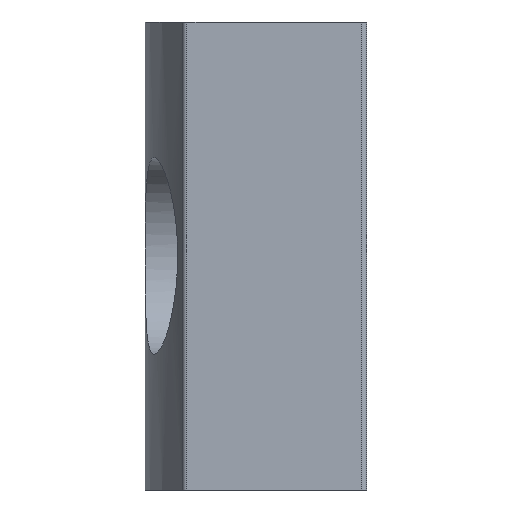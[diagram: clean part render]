
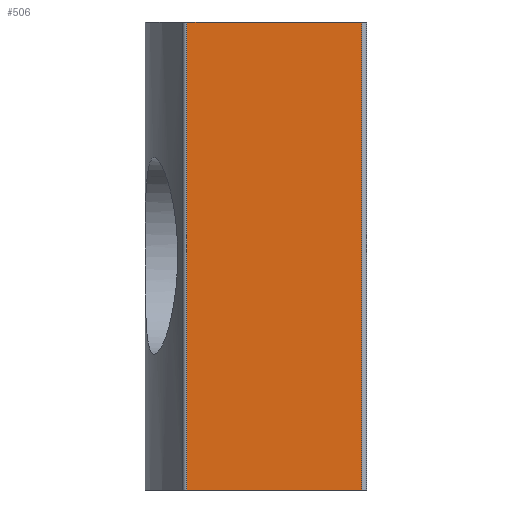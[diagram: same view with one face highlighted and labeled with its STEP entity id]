
A CAD part, left-side view. The second image highlights one B-rep face of the part: STEP entity #506.
In plain terms, the highlighted planar face has unit normal (-1, 0, 0).
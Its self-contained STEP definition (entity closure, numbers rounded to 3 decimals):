
#28=PLANE('',#551);
#43=LINE('',#798,#84);
#44=LINE('',#801,#85);
#45=LINE('',#803,#86);
#46=LINE('',#805,#87);
#84=VECTOR('',#621,1000.);
#85=VECTOR('',#622,1000.);
#86=VECTOR('',#623,1000.);
#87=VECTOR('',#624,1000.);
#128=ORIENTED_EDGE('',*,*,#274,.T.);
#129=ORIENTED_EDGE('',*,*,#275,.F.);
#130=ORIENTED_EDGE('',*,*,#276,.F.);
#131=ORIENTED_EDGE('',*,*,#277,.T.);
#274=EDGE_CURVE('',#347,#348,#43,.T.);
#275=EDGE_CURVE('',#349,#348,#44,.T.);
#276=EDGE_CURVE('',#350,#349,#45,.T.);
#277=EDGE_CURVE('',#350,#347,#46,.T.);
#347=VERTEX_POINT('',#799);
#348=VERTEX_POINT('',#800);
#349=VERTEX_POINT('',#802);
#350=VERTEX_POINT('',#804);
#425=EDGE_LOOP('',(#128,#129,#130,#131));
#458=FACE_BOUND('',#425,.T.);
#506=ADVANCED_FACE('',(#458),#28,.F.);
#551=AXIS2_PLACEMENT_3D('',#797,#619,#620);
#619=DIRECTION('',(1.,0.,0.));
#620=DIRECTION('',(0.,0.,-1.));
#621=DIRECTION('',(0.,-1.,0.));
#622=DIRECTION('',(0.,0.,-1.));
#623=DIRECTION('',(0.,-1.,0.));
#624=DIRECTION('',(0.,0.,-1.));
#797=CARTESIAN_POINT('',(0.,7.303,9.5));
#798=CARTESIAN_POINT('',(0.,7.303,-9.5));
#799=CARTESIAN_POINT('',(0.,7.303,-9.5));
#800=CARTESIAN_POINT('',(0.,0.2,-9.5));
#801=CARTESIAN_POINT('',(0.,0.2,9.5));
#802=CARTESIAN_POINT('',(0.,0.2,9.5));
#803=CARTESIAN_POINT('',(0.,7.303,9.5));
#804=CARTESIAN_POINT('',(0.,7.303,9.5));
#805=CARTESIAN_POINT('',(0.,7.303,9.5));
